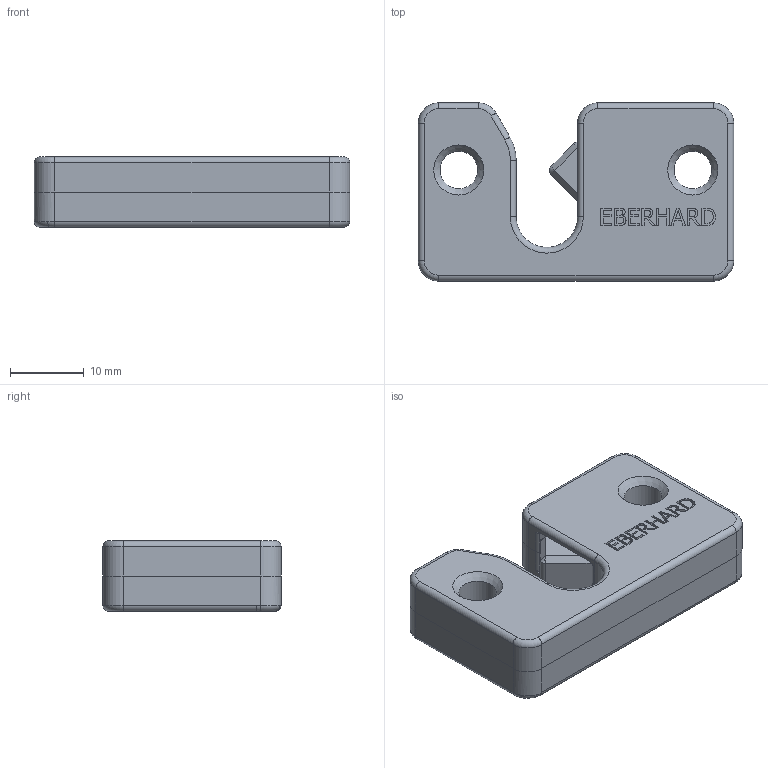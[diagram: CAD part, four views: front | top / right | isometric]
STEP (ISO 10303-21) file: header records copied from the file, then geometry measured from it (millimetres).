
FILE_DESCRIPTION(/* description */ (''),/* implementation_level */ '2;1');
FILE_NAME(/* name */ '2-561.stp',/* time_stamp */ '2020-11-24T17:28:55-05:00',/* author */ ('jenniferk'),/* organization */ (''),/* preprocessor_version */ 'ST-DEVELOPER v18.1',/* originating_system */ 'Autodesk Inventor 2020',/* authorisation */ '');
FILE_SCHEMA (('AUTOMOTIVE_DESIGN { 1 0 10303 214 3 1 1 }'));
Length unit declared in the file: inch
Products named in the file (1): 2-561_Shrinkwrap_1
Bounding box: 42.88 x 24.21 x 9.55 mm (x, y, z)
Volume: 7306 mm3; surface area: 6125.4 mm2
Topology: 3 solids, 3 shells, 491 faces, 1262 edges, 796 vertices
Faces by surface type: plane 260, cylinder 94, bspline 72, torus 39, cone 26
Full cylindrical faces by diameter (mm): 2.337 x5, 2.464 x5, 4.775 x1, 5.105 x4
Entity records: 15787 total; most frequent: CARTESIAN_POINT 3671, ORIENTED_EDGE 2504, DIRECTION 2187, EDGE_CURVE 1252, LINE 841, VECTOR 841, VERTEX_POINT 796, AXIS2_PLACEMENT_3D 673
